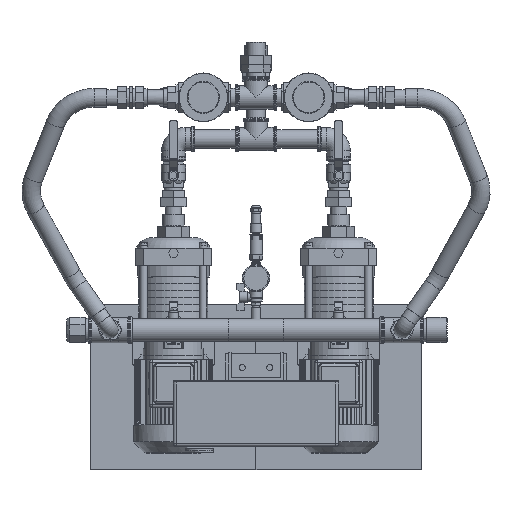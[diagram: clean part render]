
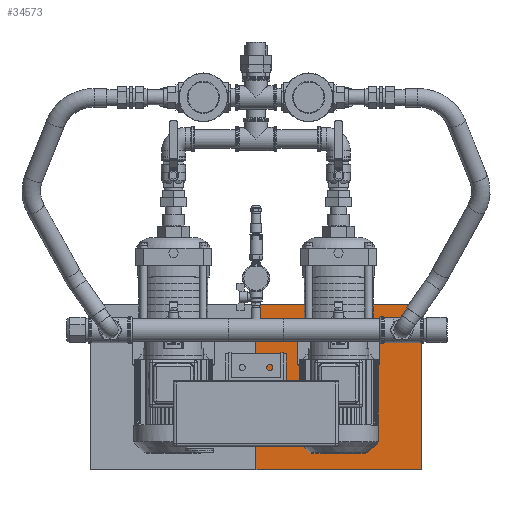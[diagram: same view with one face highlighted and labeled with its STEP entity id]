
A CAD part, top view. The second image highlights one B-rep face of the part: STEP entity #34573.
In plain terms, the highlighted planar face has unit normal (0, 0, 1).
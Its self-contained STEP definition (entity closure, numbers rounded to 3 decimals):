
#2189=LINE('',#56399,#5512);
#2210=LINE('',#56441,#5533);
#2212=LINE('',#56445,#5535);
#2213=LINE('',#56446,#5536);
#5512=VECTOR('',#44068,1.);
#5533=VECTOR('',#44099,10.);
#5535=VECTOR('',#44103,10.);
#5536=VECTOR('',#44104,10.);
#7779=PLANE('',#37474);
#10091=FACE_OUTER_BOUND('',#12408,.T.);
#12408=EDGE_LOOP('',(#28327,#28328,#28329,#28330));
#16992=VERTEX_POINT('',#56397);
#16993=VERTEX_POINT('',#56398);
#17009=VERTEX_POINT('',#56440);
#17010=VERTEX_POINT('',#56444);
#21083=EDGE_CURVE('',#16992,#16993,#2189,.T.);
#21104=EDGE_CURVE('',#17009,#16993,#2210,.T.);
#21106=EDGE_CURVE('',#17010,#16992,#2212,.T.);
#21107=EDGE_CURVE('',#17010,#17009,#2213,.T.);
#28327=ORIENTED_EDGE('',*,*,#21083,.F.);
#28328=ORIENTED_EDGE('',*,*,#21106,.F.);
#28329=ORIENTED_EDGE('',*,*,#21107,.T.);
#28330=ORIENTED_EDGE('',*,*,#21104,.T.);
#34573=ADVANCED_FACE('',(#10091),#7779,.T.);
#37474=AXIS2_PLACEMENT_3D('',#56443,#44101,#44102);
#44068=DIRECTION('',(0.,-1.,0.));
#44099=DIRECTION('',(1.,0.,0.));
#44101=DIRECTION('center_axis',(0.,0.,1.));
#44102=DIRECTION('ref_axis',(0.,-1.,0.));
#44103=DIRECTION('',(1.,0.,0.));
#44104=DIRECTION('',(0.,-1.,0.));
#56397=CARTESIAN_POINT('',(600.,47.5,50.));
#56398=CARTESIAN_POINT('',(600.,-252.5,50.));
#56399=CARTESIAN_POINT('',(600.,-102.5,50.));
#56440=CARTESIAN_POINT('',(300.,-252.5,50.));
#56441=CARTESIAN_POINT('',(600.,-252.5,50.));
#56443=CARTESIAN_POINT('Origin',(600.,-102.5,50.));
#56444=CARTESIAN_POINT('',(300.,47.5,50.));
#56445=CARTESIAN_POINT('',(600.,47.5,50.));
#56446=CARTESIAN_POINT('',(300.,-102.5,50.));
